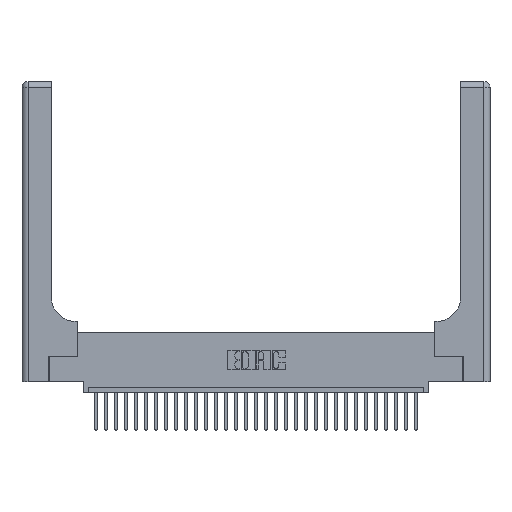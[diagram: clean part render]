
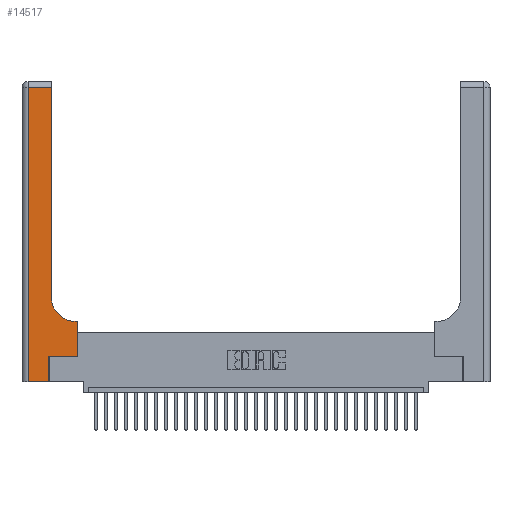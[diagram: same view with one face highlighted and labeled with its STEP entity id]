
A CAD part, top view. The second image highlights one B-rep face of the part: STEP entity #14517.
In plain terms, the highlighted planar face has unit normal (0, 0, 1).
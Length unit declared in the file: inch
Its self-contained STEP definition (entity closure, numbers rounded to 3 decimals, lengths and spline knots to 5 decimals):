
#23 = ORIENTED_EDGE ( 'NONE', *, *, #21606, .T. ) ;
#98 = DIRECTION ( 'NONE',  ( 1., 0., 0. ) ) ;
#175 = VERTEX_POINT ( 'NONE', #16610 ) ;
#248 = DIRECTION ( 'NONE',  ( 0., 0., -1. ) ) ;
#406 = CARTESIAN_POINT ( 'NONE',  ( 0.06, 3., 0.37 ) ) ;
#960 = VERTEX_POINT ( 'NONE', #26246 ) ;
#1334 = VERTEX_POINT ( 'NONE', #6880 ) ;
#1569 = LINE ( 'NONE', #406, #8009 ) ;
#1646 = CARTESIAN_POINT ( 'NONE',  ( 0.269, 0.25, 0.37 ) ) ;
#1817 = VECTOR ( 'NONE', #23326, 39.37008 ) ;
#1884 = EDGE_LOOP ( 'NONE', ( #28991, #30173, #25958, #9130, #6619, #11217, #19841, #23, #2853 ) ) ;
#2458 = DIRECTION ( 'NONE',  ( 1., 0., 0. ) ) ;
#2853 = ORIENTED_EDGE ( 'NONE', *, *, #22141, .T. ) ;
#3155 = CARTESIAN_POINT ( 'NONE',  ( 0.06, 2.94, 0.37 ) ) ;
#3310 = LINE ( 'NONE', #24251, #29468 ) ;
#4031 = CARTESIAN_POINT ( 'NONE',  ( 0.269, 0., 0.37 ) ) ;
#4111 = LINE ( 'NONE', #6306, #1817 ) ;
#4427 = EDGE_CURVE ( 'NONE', #26968, #12037, #1569, .T. ) ;
#6227 = VECTOR ( 'NONE', #2458, 39.37008 ) ;
#6306 = CARTESIAN_POINT ( 'NONE',  ( 0.5585, 0.25, 0.37 ) ) ;
#6619 = ORIENTED_EDGE ( 'NONE', *, *, #6802, .T. ) ;
#6745 = CARTESIAN_POINT ( 'NONE',  ( 0.269, 0., 0.37 ) ) ;
#6802 = EDGE_CURVE ( 'NONE', #29325, #18599, #7900, .T. ) ;
#6880 = CARTESIAN_POINT ( 'NONE',  ( 0.5415, 0.6, 0.37 ) ) ;
#6931 = AXIS2_PLACEMENT_3D ( 'NONE', #27048, #248, #17448 ) ;
#7125 = CARTESIAN_POINT ( 'NONE',  ( 0., 0., 0.37 ) ) ;
#7708 = DIRECTION ( 'NONE',  ( 0., -1., 0. ) ) ;
#7900 = LINE ( 'NONE', #6745, #9021 ) ;
#7959 = CARTESIAN_POINT ( 'NONE',  ( 0.5415, 0.85, 0.37 ) ) ;
#8009 = VECTOR ( 'NONE', #7708, 39.37008 ) ;
#9021 = VECTOR ( 'NONE', #31114, 39.37008 ) ;
#9067 = EDGE_CURVE ( 'NONE', #960, #26968, #24480, .T. ) ;
#9130 = ORIENTED_EDGE ( 'NONE', *, *, #30612, .T. ) ;
#10088 = DIRECTION ( 'NONE',  ( 1., 0., 0. ) ) ;
#10324 = PLANE ( 'NONE',  #6931 ) ;
#11217 = ORIENTED_EDGE ( 'NONE', *, *, #28541, .T. ) ;
#11308 = LINE ( 'NONE', #17426, #20782 ) ;
#11736 = VERTEX_POINT ( 'NONE', #23893 ) ;
#12037 = VERTEX_POINT ( 'NONE', #27289 ) ;
#12999 = LINE ( 'NONE', #16675, #16075 ) ;
#14517 = ADVANCED_FACE ( 'NONE', ( #24425 ), #10324, .F. ) ;
#15849 = VERTEX_POINT ( 'NONE', #26824 ) ;
#16075 = VECTOR ( 'NONE', #16457, 39.37008 ) ;
#16457 = DIRECTION ( 'NONE',  ( -1., 0., 0. ) ) ;
#16610 = CARTESIAN_POINT ( 'NONE',  ( 0.5585, 0.25, 0.37 ) ) ;
#16675 = CARTESIAN_POINT ( 'NONE',  ( 0.2915, 0.6, 0.37 ) ) ;
#17310 = VECTOR ( 'NONE', #29122, 39.37008 ) ;
#17426 = CARTESIAN_POINT ( 'NONE',  ( 0.2915, 3., 0.37 ) ) ;
#17448 = DIRECTION ( 'NONE',  ( -1., 0., 0. ) ) ;
#17637 = LINE ( 'NONE', #7125, #6227 ) ;
#18599 = VERTEX_POINT ( 'NONE', #1646 ) ;
#18735 = EDGE_CURVE ( 'NONE', #15849, #960, #11308, .T. ) ;
#19841 = ORIENTED_EDGE ( 'NONE', *, *, #24261, .T. ) ;
#20782 = VECTOR ( 'NONE', #29270, 39.37008 ) ;
#21606 = EDGE_CURVE ( 'NONE', #11736, #1334, #12999, .T. ) ;
#22141 = EDGE_CURVE ( 'NONE', #1334, #15849, #24711, .T. ) ;
#22837 = AXIS2_PLACEMENT_3D ( 'NONE', #7959, #29585, #10088 ) ;
#23326 = DIRECTION ( 'NONE',  ( 0., 1., 0. ) ) ;
#23893 = CARTESIAN_POINT ( 'NONE',  ( 0.5585, 0.6, 0.37 ) ) ;
#24251 = CARTESIAN_POINT ( 'NONE',  ( 0.269, 0.25, 0.37 ) ) ;
#24261 = EDGE_CURVE ( 'NONE', #175, #11736, #4111, .T. ) ;
#24425 = FACE_OUTER_BOUND ( 'NONE', #1884, .T. ) ;
#24480 = LINE ( 'NONE', #29319, #17310 ) ;
#24711 = CIRCLE ( 'NONE', #22837, 0.25 ) ;
#25958 = ORIENTED_EDGE ( 'NONE', *, *, #4427, .T. ) ;
#26246 = CARTESIAN_POINT ( 'NONE',  ( 0.2915, 2.94, 0.37 ) ) ;
#26824 = CARTESIAN_POINT ( 'NONE',  ( 0.2915, 0.85, 0.37 ) ) ;
#26968 = VERTEX_POINT ( 'NONE', #3155 ) ;
#27048 = CARTESIAN_POINT ( 'NONE',  ( 0., 3., 0.37 ) ) ;
#27289 = CARTESIAN_POINT ( 'NONE',  ( 0.06, 0., 0.37 ) ) ;
#28541 = EDGE_CURVE ( 'NONE', #18599, #175, #3310, .T. ) ;
#28991 = ORIENTED_EDGE ( 'NONE', *, *, #18735, .T. ) ;
#29122 = DIRECTION ( 'NONE',  ( -1., 0., 0. ) ) ;
#29270 = DIRECTION ( 'NONE',  ( 0., 1., 0. ) ) ;
#29319 = CARTESIAN_POINT ( 'NONE',  ( 0., 2.94, 0.37 ) ) ;
#29325 = VERTEX_POINT ( 'NONE', #4031 ) ;
#29468 = VECTOR ( 'NONE', #98, 39.37008 ) ;
#29585 = DIRECTION ( 'NONE',  ( 0., 0., -1. ) ) ;
#30173 = ORIENTED_EDGE ( 'NONE', *, *, #9067, .T. ) ;
#30612 = EDGE_CURVE ( 'NONE', #12037, #29325, #17637, .T. ) ;
#31114 = DIRECTION ( 'NONE',  ( 0., 1., 0. ) ) ;
